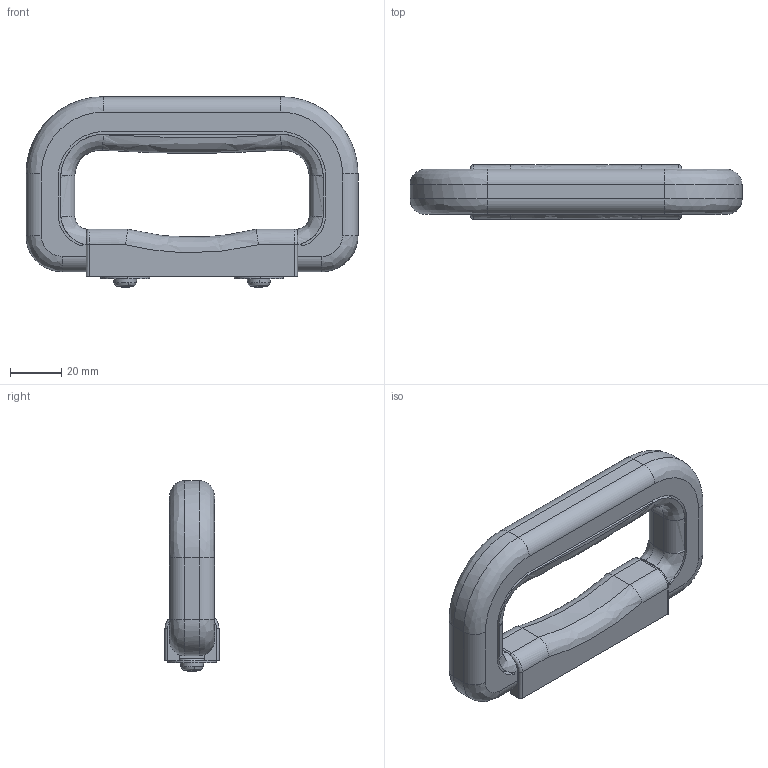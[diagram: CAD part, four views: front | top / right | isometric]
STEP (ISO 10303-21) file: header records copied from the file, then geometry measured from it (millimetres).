
FILE_DESCRIPTION((''),'2;1');
FILE_NAME('','2005-10-12T11:35:48',(''),(''),'','CADfix','');
FILE_SCHEMA(('AUTOMOTIVE_DESIGN'));
Length unit declared in the file: millimetre
Products named in the file (5): washer; screw; grip; bracket; THA_415_26890_36
Assembly tree (6 placements, depth 2):
  THA_415_26890_36
    washer  x2
    screw  x2
    grip
    bracket
Bounding box: 129 x 21 x 74.06 mm (x, y, z)
Volume: 82868 mm3; surface area: 30116.5 mm2
Topology: 6 solids, 6 shells, 252 faces, 706 edges, 472 vertices
Faces by surface type: bspline 252
Entity records: 7814 total; most frequent: CARTESIAN_POINT 4361, ORIENTED_EDGE 1208, EDGE_CURVE 604, VERTEX_POINT 400, QUASI_UNIFORM_CURVE 295, EDGE_LOOP 226, FACE_OUTER_BOUND 218, ADVANCED_FACE 218
